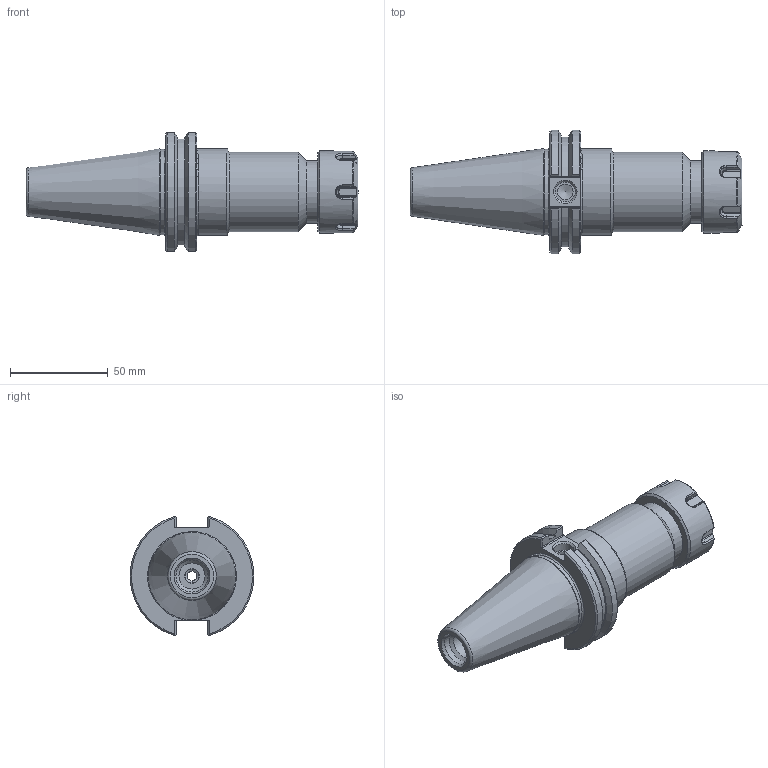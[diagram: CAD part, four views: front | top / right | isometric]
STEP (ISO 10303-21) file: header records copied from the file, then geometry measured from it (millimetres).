
FILE_DESCRIPTION(/* description */ ('ER COLLET CHUCK'),/* implementation_level */ '2;1');
FILE_NAME(/* name */ 'C40-25ERF400.stp',/* time_stamp */ '2017-01-19T13:07:50-05:00',/* author */ ('davhar'),/* organization */ (''),/* preprocessor_version */ 'ST-DEVELOPER v16.1',/* originating_system */ 'Autodesk Inventor 2016',/* authorisation */ '');
FILE_SCHEMA (('AUTOMOTIVE_DESIGN { 1 0 10303 214 3 1 1 }'));
Length unit declared in the file: inch
Products named in the file (4): C40-25ER4-1; 25ERN; BS-11; C40-25ERF400
Assembly tree (3 placements, depth 2):
  C40-25ERF400
    C40-25ER4-1
    25ERN
    BS-11
Bounding box: 169.86 x 63.26 x 61.05 mm (x, y, z)
Volume: 182640.8 mm3; surface area: 40548.3 mm2
Topology: 3 solids, 3 shells, 187 faces, 465 edges, 289 vertices
Faces by surface type: plane 76, cylinder 51, cone 37, torus 17, bspline 6
Full cylindrical faces by diameter (mm): 7.112 x1, 8.001 x1, 10.135 x1, 13.386 x1, 15.113 x2, 15.748 x1, 16.459 x1, 17.297 x1, 18.034 x1, 20.32 x1, 30.5 x1, 32 x1, 32.88 x1, 40.513 x1, 42 x1, 43.942 x1, 44.45 x1
Entity records: 6405 total; most frequent: CARTESIAN_POINT 2229, ORIENTED_EDGE 822, DIRECTION 798, EDGE_CURVE 411, AXIS2_PLACEMENT_3D 323, VERTEX_POINT 281, EDGE_LOOP 244, FACE_OUTER_BOUND 187
